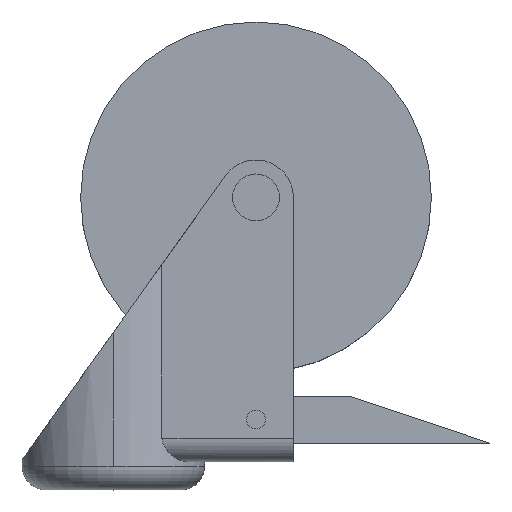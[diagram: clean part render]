
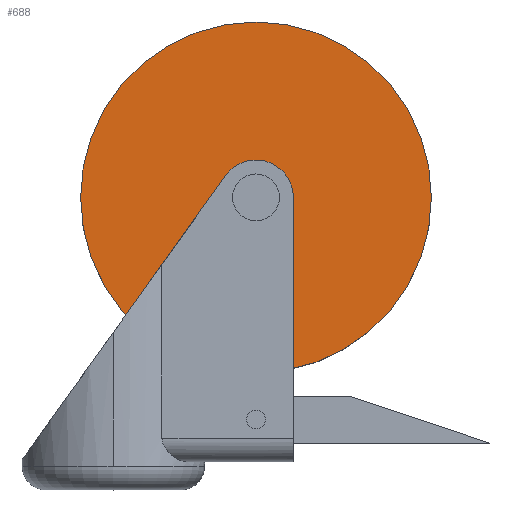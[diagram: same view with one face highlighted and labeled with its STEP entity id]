
A CAD part, top view. The second image highlights one B-rep face of the part: STEP entity #688.
In plain terms, the highlighted planar face has unit normal (0, 0, 1).
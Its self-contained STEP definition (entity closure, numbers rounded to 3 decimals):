
#5 = DIRECTION ( 'NONE',  ( -1., 0., 0. ) ) ;
#29 = ORIENTED_EDGE ( 'NONE', *, *, #437, .F. ) ;
#128 = VERTEX_POINT ( 'NONE', #1680 ) ;
#163 = CARTESIAN_POINT ( 'NONE',  ( 68., 62.5, 12.5 ) ) ;
#192 = FACE_OUTER_BOUND ( 'NONE', #1234, .T. ) ;
#388 = CIRCLE ( 'NONE', #1532, 37.5 ) ;
#420 = EDGE_CURVE ( 'NONE', #677, #518, #491, .T. ) ;
#437 = EDGE_CURVE ( 'NONE', #128, #1866, #388, .T. ) ;
#484 = PLANE ( 'NONE',  #1908 ) ;
#491 = CIRCLE ( 'NONE', #1624, 5. ) ;
#502 = DIRECTION ( 'NONE',  ( 0., 0., 1. ) ) ;
#518 = VERTEX_POINT ( 'NONE', #1088 ) ;
#540 = CIRCLE ( 'NONE', #1971, 37.5 ) ;
#589 = DIRECTION ( 'NONE',  ( 0., 0., -1. ) ) ;
#620 = CARTESIAN_POINT ( 'NONE',  ( 30.5, 62.5, 12.5 ) ) ;
#628 = DIRECTION ( 'NONE',  ( 1., 0., 0. ) ) ;
#677 = VERTEX_POINT ( 'NONE', #1887 ) ;
#688 = ADVANCED_FACE ( 'NONE', ( #1108, #192 ), #484, .T. ) ;
#730 = ORIENTED_EDGE ( 'NONE', *, *, #1813, .F. ) ;
#786 = DIRECTION ( 'NONE',  ( -1., 0., 0. ) ) ;
#921 = DIRECTION ( 'NONE',  ( 0., 0., -1. ) ) ;
#922 = CARTESIAN_POINT ( 'NONE',  ( 30.5, 62.5, 12.5 ) ) ;
#1038 = DIRECTION ( 'NONE',  ( 0., 0., -1. ) ) ;
#1088 = CARTESIAN_POINT ( 'NONE',  ( 25.5, 62.5, 12.5 ) ) ;
#1108 = FACE_BOUND ( 'NONE', #1191, .T. ) ;
#1118 = CIRCLE ( 'NONE', #1186, 5. ) ;
#1141 = DIRECTION ( 'NONE',  ( 0., 0., -1. ) ) ;
#1186 = AXIS2_PLACEMENT_3D ( 'NONE', #1593, #1141, #1463 ) ;
#1191 = EDGE_LOOP ( 'NONE', ( #1834, #1650 ) ) ;
#1234 = EDGE_LOOP ( 'NONE', ( #730, #29 ) ) ;
#1463 = DIRECTION ( 'NONE',  ( -1., 0., 0. ) ) ;
#1532 = AXIS2_PLACEMENT_3D ( 'NONE', #1990, #921, #5 ) ;
#1554 = DIRECTION ( 'NONE',  ( -1., 0., 0. ) ) ;
#1593 = CARTESIAN_POINT ( 'NONE',  ( 30.5, 62.5, 12.5 ) ) ;
#1624 = AXIS2_PLACEMENT_3D ( 'NONE', #620, #589, #786 ) ;
#1640 = EDGE_CURVE ( 'NONE', #518, #677, #1118, .T. ) ;
#1650 = ORIENTED_EDGE ( 'NONE', *, *, #420, .T. ) ;
#1680 = CARTESIAN_POINT ( 'NONE',  ( 68., 62.5, 12.5 ) ) ;
#1813 = EDGE_CURVE ( 'NONE', #1866, #128, #540, .T. ) ;
#1834 = ORIENTED_EDGE ( 'NONE', *, *, #1640, .T. ) ;
#1866 = VERTEX_POINT ( 'NONE', #1982 ) ;
#1887 = CARTESIAN_POINT ( 'NONE',  ( 35.5, 62.5, 12.5 ) ) ;
#1908 = AXIS2_PLACEMENT_3D ( 'NONE', #163, #502, #628 ) ;
#1971 = AXIS2_PLACEMENT_3D ( 'NONE', #922, #1038, #1554 ) ;
#1982 = CARTESIAN_POINT ( 'NONE',  ( -7., 62.5, 12.5 ) ) ;
#1990 = CARTESIAN_POINT ( 'NONE',  ( 30.5, 62.5, 12.5 ) ) ;
